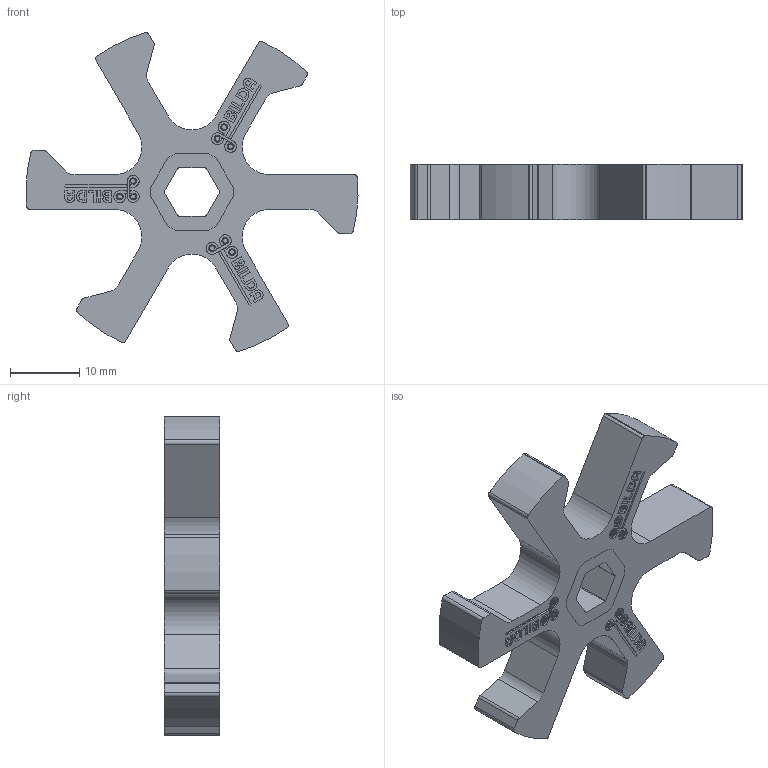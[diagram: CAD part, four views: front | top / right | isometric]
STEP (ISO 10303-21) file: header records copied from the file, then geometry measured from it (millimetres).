
FILE_DESCRIPTION (( 'STEP AP203' ), '1' );
FILE_NAME ('3615-4008-0048 assembly.STEP', '2020-11-19T20:25:42', ( '' ), ( '' ), 'SwSTEP 2.0', 'SolidWorks 2016', '' );
FILE_SCHEMA (( 'CONFIG_CONTROL_DESIGN' ));
Length unit declared in the file: millimetre
Products named in the file (3): 3615-4008-0048 Core; 3615-4008-0048 assembly; 3615-4008-0048 Rubber
Assembly tree (2 placements, depth 2):
  3615-4008-0048 assembly
    3615-4008-0048 Core
    3615-4008-0048 Rubber
Bounding box: 47.99 x 8 x 46.07 mm (x, y, z)
Volume: 6083.3 mm3; surface area: 4489.3 mm2
Topology: 2 solids, 2 shells, 901 faces, 2403 edges, 1602 vertices
Faces by surface type: plane 454, bspline 390, cylinder 57
Entity records: 30636 total; most frequent: CARTESIAN_POINT 10413, ORIENTED_EDGE 4806, DIRECTION 2769, EDGE_CURVE 2403, VERTEX_POINT 1602, LINE 1509, VECTOR 1509, EDGE_LOOP 1001
